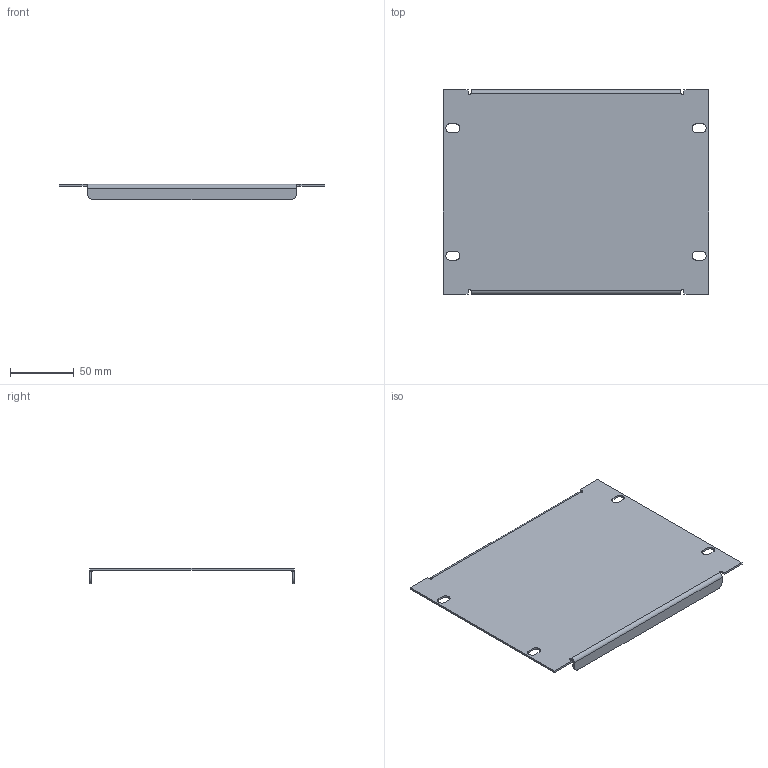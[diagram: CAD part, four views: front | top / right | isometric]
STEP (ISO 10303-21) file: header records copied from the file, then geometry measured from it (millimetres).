
FILE_DESCRIPTION (( 'STEP AP214' ), '1' );
FILE_NAME ('400.316.STEP', '2025-04-15T06:51:59', ( '' ), ( '' ), 'SwSTEP 2.0', 'SolidWorks 2021', '' );
FILE_SCHEMA (( 'AUTOMOTIVE_DESIGN' ));
Length unit declared in the file: millimetre
Products named in the file (1): 400.316
Bounding box: 208 x 160 x 12 mm (x, y, z)
Volume: 54125.5 mm3; surface area: 73532.9 mm2
Topology: 1 solids, 1 shells, 62 faces, 164 edges, 104 vertices
Faces by surface type: plane 34, cylinder 24, bspline 4
Entity records: 1982 total; most frequent: CARTESIAN_POINT 399, ORIENTED_EDGE 328, DIRECTION 314, EDGE_CURVE 164, AXIS2_PLACEMENT_3D 107, VERTEX_POINT 104, VECTOR 100, LINE 100
